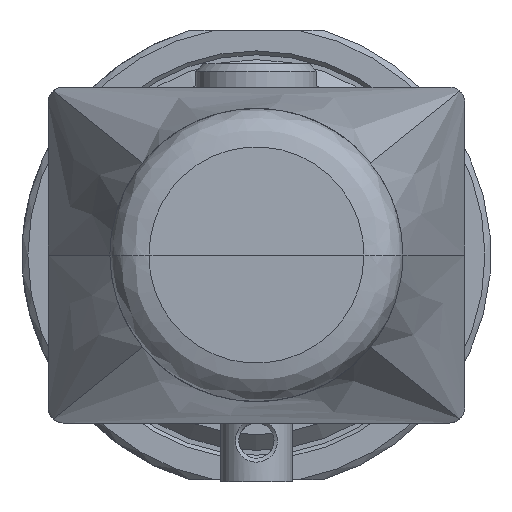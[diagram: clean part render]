
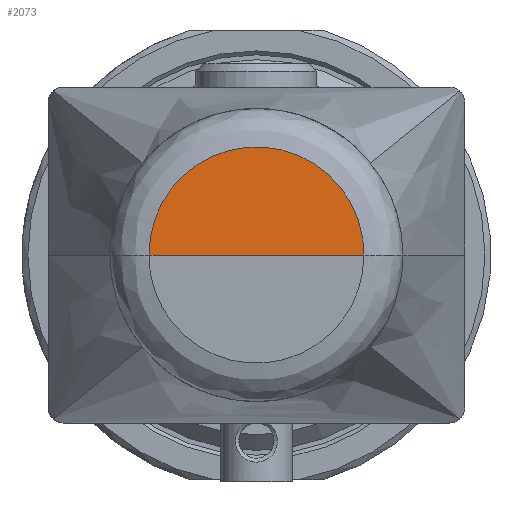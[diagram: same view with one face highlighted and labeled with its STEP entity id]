
A CAD part, left-side view. The second image highlights one B-rep face of the part: STEP entity #2073.
In plain terms, the highlighted planar face has unit normal (-1, 0, 0.018).
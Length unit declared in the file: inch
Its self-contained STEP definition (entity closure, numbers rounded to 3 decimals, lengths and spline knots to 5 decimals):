
#24=ELLIPSE($,#2331,0.27504,0.275);
#471=FACE_OUTER_BOUND($,#665,.T.);
#665=EDGE_LOOP($,(#1829,#1830));
#806=LINE($,#4161,#901);
#901=VECTOR($,#2920,0.54999);
#1083=VERTEX_POINT($,#4068);
#1084=VERTEX_POINT($,#4069);
#1343=EDGE_CURVE($,#1083,#1084,#24,.T.);
#1347=EDGE_CURVE($,#1084,#1083,#806,.T.);
#1829=ORIENTED_EDGE($,*,*,#1343,.F.);
#1830=ORIENTED_EDGE($,*,*,#1347,.F.);
#1943=PLANE($,#2333);
#2073=ADVANCED_FACE($,(#471),#1943,.F.);
#2331=AXIS2_PLACEMENT_3D($,#4070,#2914,#2915);
#2333=AXIS2_PLACEMENT_3D($,#4160,#2918,#2919);
#2914=DIRECTION('center_axis',(1.,0.,-0.017));
#2915=DIRECTION('ref_axis',(0.017,0.,1.));
#2918=DIRECTION('center_axis',(1.,0.,-0.017));
#2919=DIRECTION('ref_axis',(-0.017,0.,-1.));
#2920=DIRECTION($,(0.,1.,0.));
#4068=CARTESIAN_POINT('',(0.,0.27499,0.));
#4069=CARTESIAN_POINT('',(0.,-0.27499,0.));
#4070=CARTESIAN_POINT('Origin',(0.00003,0.,0.00175));
#4160=CARTESIAN_POINT('Origin',(0.,0.,
0.));
#4161=CARTESIAN_POINT($,(0.,0.,0.));
